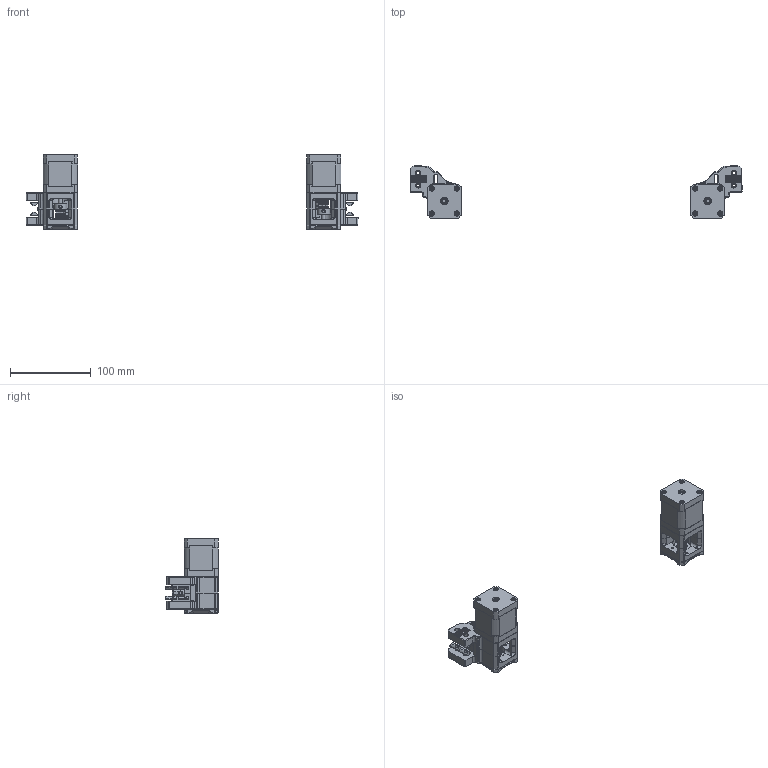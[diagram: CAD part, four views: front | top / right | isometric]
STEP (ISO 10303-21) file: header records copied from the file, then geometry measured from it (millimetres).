
FILE_DESCRIPTION(/* description */ ('','CAx-IF Rec.Pracs.---Representation and Presentation of Product Manufacturing Information (PMI)---4.0---2014-10-13'),/* implementation_level */ '2;1');
FILE_NAME(/* name */ '_13_Printed_V2_9mm_front_motor_mounts_FT_0.step',/* time_stamp */ '2025-01-28T16:54:02+01:00',/* author */ (''),/* organization */ (''),/* preprocessor_version */ 'ST-DEVELOPER v20',/* originating_system */ 'Autodesk Translation Framework v13.20.0.188',/* authorisation */ '');
FILE_SCHEMA (('AP242_MANAGED_MODEL_BASED_3D_ENGINEERING_MIM_LF { 1 0 10303 442 1 1 4 }'));
Length unit declared in the file: millimetre
Products named in the file (28): _13_Printed_V2_9mm_front_motor_mounts_FT_0; _Printed_V2_9mm_front_motor_mount; _Printed_9mm_front_motor_mount_motion; _Printed_V2_9mm_front_motor_mount_hardware; _Printed_9mm_front_long_shaft_specific; NEMA17 with 55mm long shaft; _Printed_V2_9mm_front_motor_mount_1; Printed_V2_9mm_front_motor_mount_a; Printed_V2_9mm_front_motor_mount_b; _Printed_9mm_front_motor_mount_motion_1; GT2 20T 9mm pulley; 695 bearing; Shim 0.5mm; D5x40 smooth pin; _Printed_V2_9mm_front_motor_mount_hardware_1; M5x10 BHCS; M5 washer; M5 2020 drop-in T-nut; V2_spacer_FT; _Printed_9mm_front_long_shaft_specific_1; Printed_long_shaft_double_shear_twist_lock; Printed_long_shaft_double_shear_housing; M3 washer; F695 flanged bearing; NEMA17 with 55mm long shaft_1; _S55 shaft; _stepper; M3x45 SHCS
Assembly tree (74 placements, depth 4):
  _13_Printed_V2_9mm_front_motor_mounts_FT_0
    _Printed_V2_9mm_front_motor_mount
      Printed_V2_9mm_front_motor_mount_a
      Printed_V2_9mm_front_motor_mount_b
      _Printed_9mm_front_motor_mount_motion
        GT2 20T 9mm pulley
        F695 flanged bearing  x2
        Shim 0.5mm  x4
        695 bearing
        D5x40 smooth pin
      _Printed_V2_9mm_front_motor_mount_hardware
        M5 2020 drop-in T-nut  x5
        M5x10 BHCS
        M5 washer
    V2_spacer_FT  x2
    _Printed_9mm_front_long_shaft_specific
      Printed_long_shaft_double_shear_twist_lock
      M3x45 SHCS  x4
      M3 washer  x4
      Printed_long_shaft_double_shear_housing
      F695 flanged bearing
      NEMA17 with 55mm long shaft
        _S55 shaft
        _stepper
    _Printed_V2_9mm_front_motor_mount_1
      Printed_V2_9mm_front_motor_mount_a
      Printed_V2_9mm_front_motor_mount_b
      _Printed_9mm_front_motor_mount_motion_1
        GT2 20T 9mm pulley
        F695 flanged bearing  x2
        Shim 0.5mm  x4
        695 bearing
        D5x40 smooth pin
      _Printed_V2_9mm_front_motor_mount_hardware_1
        M5 2020 drop-in T-nut  x5
        M5x10 BHCS
        M5 washer
    _Printed_9mm_front_long_shaft_specific_1
      Printed_long_shaft_double_shear_twist_lock
      M3x45 SHCS  x4
      M3 washer  x4
      Printed_long_shaft_double_shear_housing
      F695 flanged bearing
      NEMA17 with 55mm long shaft_1
        _S55 shaft
        _stepper
Bounding box: 410 x 64.65 x 92 mm (x, y, z)
Volume: 315066.8 mm3; surface area: 107744.4 mm2
Topology: 68 solids, 68 shells, 3458 faces, 8734 edges, 5512 vertices
Faces by surface type: plane 1678, cylinder 1056, cone 528, torus 96, bspline 96, sphere 4
Full cylindrical faces by diameter (mm): 2.464 x8, 3 x16, 3.108 x8, 3.2 x8, 3.4 x28, 4.2 x10, 5 x24, 5.001 x2, 5.2 x4, 5.3 x2, 5.4 x8, 5.5 x8, 5.6 x2, 6 x4, 6.5 x18, 7 x8, 7.2 x8, 7.3 x4, 7.6 x4, 7.823 x4, 8 x8, 8.141 x4, 9 x2, 9.5 x2, 10 x2, 11.5 x16, 12 x6, 13 x8, 15 x8, 15.3 x2
Entity records: 50019 total; most frequent: CARTESIAN_POINT 12319, DIRECTION 7883, ORIENTED_EDGE 7594, EDGE_CURVE 3797, AXIS2_PLACEMENT_3D 2813, VERTEX_POINT 2404, LINE 2257, VECTOR 2257
